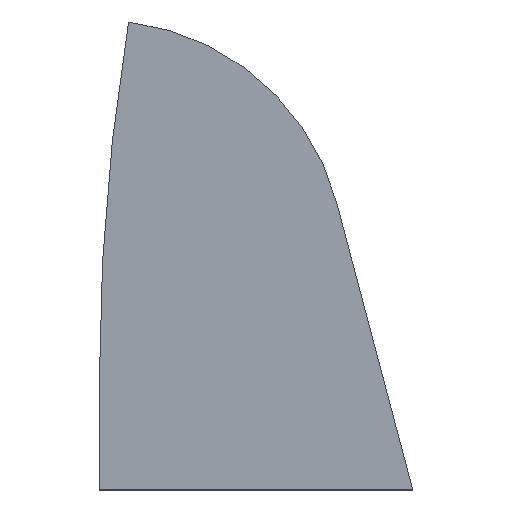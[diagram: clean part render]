
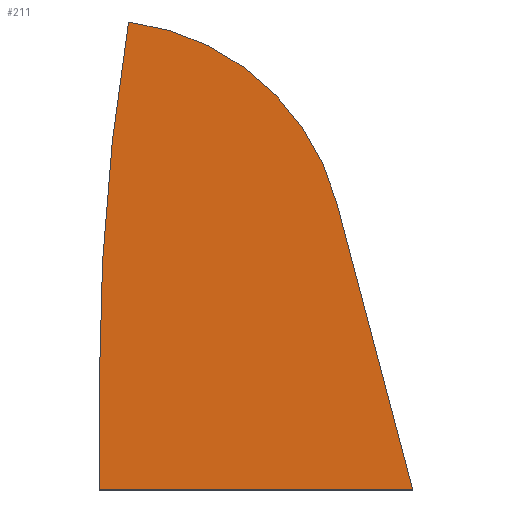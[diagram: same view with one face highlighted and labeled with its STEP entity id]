
A CAD part, top view. The second image highlights one B-rep face of the part: STEP entity #211.
In plain terms, the highlighted planar face has unit normal (0, 0, 1).
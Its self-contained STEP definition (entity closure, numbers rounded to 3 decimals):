
#42=CARTESIAN_POINT('Vertex',(0.,21.992,6.)) ;
#56=CARTESIAN_POINT('Vertex',(0.,10.,6.)) ;
#59=CARTESIAN_POINT('Line Origine',(0.,15.996,6.)) ;
#87=CARTESIAN_POINT('Vertex',(34.989,10.,6.)) ;
#90=CARTESIAN_POINT('Line Origine',(17.494,10.,6.)) ;
#118=CARTESIAN_POINT('Vertex',(26.525,42.013,6.)) ;
#121=CARTESIAN_POINT('Line Origine',(30.757,26.007,6.)) ;
#149=CARTESIAN_POINT('Vertex',(3.261,62.242,6.)) ;
#152=CARTESIAN_POINT('Axis2P3D Location',(0.,35.,6.)) ;
#174=CARTESIAN_POINT('Axis2P3D Location',(250.,21.992,6.)) ;
#199=CARTESIAN_POINT('Axis2P3D Location',(0.,0.,6.)) ;
#61=VECTOR('Line Direction',#60,1.) ;
#92=VECTOR('Line Direction',#91,1.) ;
#123=VECTOR('Line Direction',#122,1.) ;
#60=DIRECTION('Vector Direction',(0.,-1.,0.)) ;
#91=DIRECTION('Vector Direction',(1.,0.,0.)) ;
#122=DIRECTION('Vector Direction',(-0.256,0.967,0.)) ;
#153=DIRECTION('Axis2P3D Direction',(0.,0.,1.)) ;
#175=DIRECTION('Axis2P3D Direction',(0.,0.,1.)) ;
#200=DIRECTION('Axis2P3D Direction',(0.,0.,1.)) ;
#201=DIRECTION('Axis2P3D XDirection',(1.,0.,0.)) ;
#154=AXIS2_PLACEMENT_3D('Circle Axis2P3D',#152,#153,$) ;
#176=AXIS2_PLACEMENT_3D('Circle Axis2P3D',#174,#175,$) ;
#202=AXIS2_PLACEMENT_3D('Plane Axis2P3D',#199,#200,#201) ;
#62=LINE('Line',#59,#61) ;
#93=LINE('Line',#90,#92) ;
#124=LINE('Line',#121,#123) ;
#155=CIRCLE('generated circle',#154,27.436) ;
#177=CIRCLE('generated circle',#176,250.) ;
#203=PLANE('',#202) ;
#63=EDGE_CURVE('',#43,#57,#62,.T.) ;
#94=EDGE_CURVE('',#57,#88,#93,.T.) ;
#125=EDGE_CURVE('',#88,#119,#124,.T.) ;
#156=EDGE_CURVE('',#119,#150,#155,.T.) ;
#178=EDGE_CURVE('',#150,#43,#177,.T.) ;
#205=ORIENTED_EDGE('',*,*,#63,.T.) ;
#206=ORIENTED_EDGE('',*,*,#94,.T.) ;
#207=ORIENTED_EDGE('',*,*,#125,.T.) ;
#208=ORIENTED_EDGE('',*,*,#156,.T.) ;
#209=ORIENTED_EDGE('',*,*,#178,.T.) ;
#204=EDGE_LOOP('',(#205,#206,#207,#208,#209)) ;
#43=VERTEX_POINT('',#42) ;
#57=VERTEX_POINT('',#56) ;
#88=VERTEX_POINT('',#87) ;
#119=VERTEX_POINT('',#118) ;
#150=VERTEX_POINT('',#149) ;
#211=ADVANCED_FACE('PartBody',(#210),#203,.T.) ;
#210=FACE_OUTER_BOUND('',#204,.T.) ;
